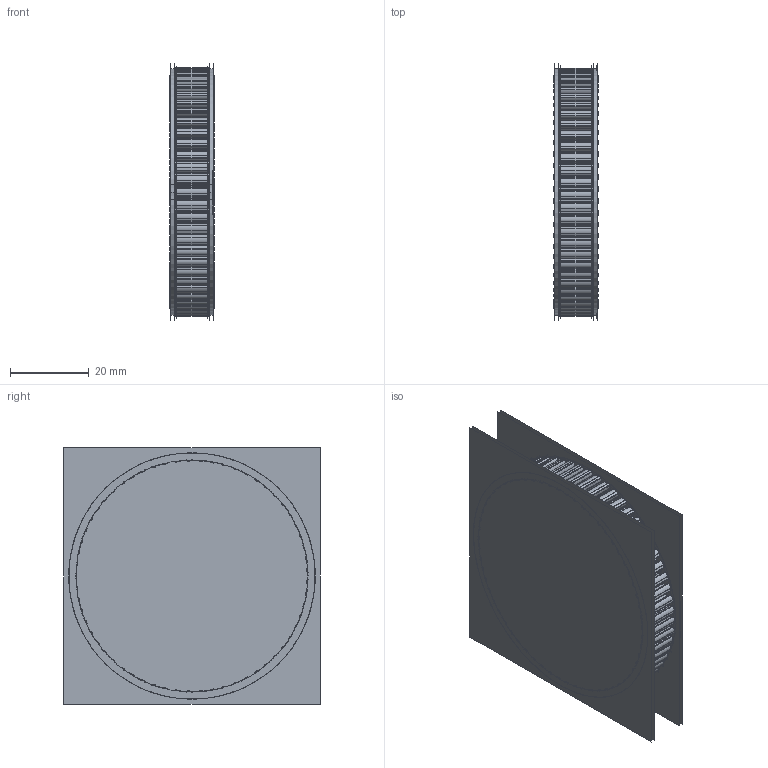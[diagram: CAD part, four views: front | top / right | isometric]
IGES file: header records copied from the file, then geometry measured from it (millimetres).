
Start section:  PTC IGES file: fe463m.igs
Global section: file name: fe463m.igs; native system: Creo Parametric by Parametric Technology Corporation; preprocessor: 2013150; author: sales 4; organization: Unknown; date: 20140324.142031; units: millimetre
Bounding box: 11.44 x 65.31 x 65.32 mm (x, y, z)
Volume: 4045.1 mm3; surface area: 118087.8 mm2
Topology: 62 solids, 62 shells, 4328 faces, 23432 edges, 29908 vertices
Faces by surface type: revolution 2448, bspline 1880
